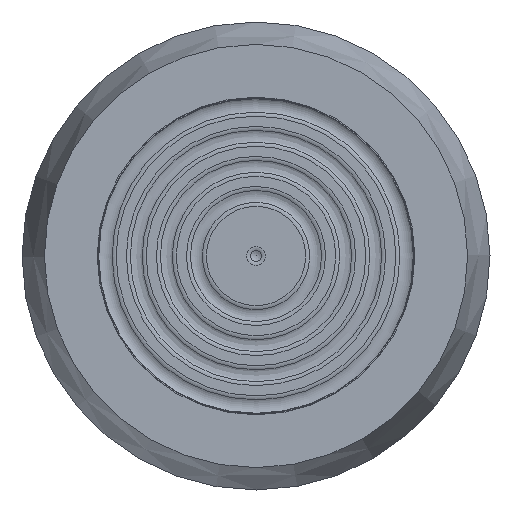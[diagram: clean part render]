
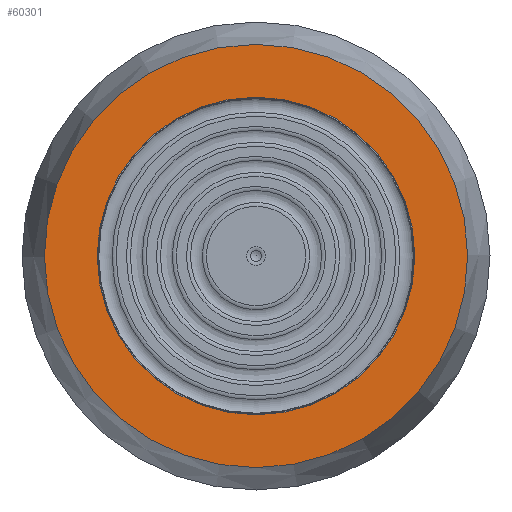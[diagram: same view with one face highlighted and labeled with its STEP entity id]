
A CAD part, left-side view. The second image highlights one B-rep face of the part: STEP entity #60301.
In plain terms, the highlighted planar face has unit normal (-1, 0, 0).
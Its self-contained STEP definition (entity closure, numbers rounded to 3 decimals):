
#4493=FACE_BOUND('',#15638,.T.);
#7702=PLANE('',#68174);
#11594=FACE_OUTER_BOUND('',#15637,.T.);
#15637=EDGE_LOOP('',(#55910));
#15638=EDGE_LOOP('',(#55911));
#16462=CIRCLE('',#68166,19.);
#16467=CIRCLE('',#68175,25.321);
#28715=VERTEX_POINT('',#137743);
#28718=VERTEX_POINT('',#137756);
#37789=EDGE_CURVE('',#28715,#28715,#16462,.T.);
#37795=EDGE_CURVE('',#28718,#28718,#16467,.T.);
#55910=ORIENTED_EDGE('',*,*,#37795,.F.);
#55911=ORIENTED_EDGE('',*,*,#37789,.T.);
#60301=ADVANCED_FACE('',(#11594,#4493),#7702,.T.);
#68166=AXIS2_PLACEMENT_3D('',#137744,#86207,#86208);
#68174=AXIS2_PLACEMENT_3D('',#137755,#86224,#86225);
#68175=AXIS2_PLACEMENT_3D('',#137757,#86226,#86227);
#86207=DIRECTION('center_axis',(1.,0.,0.));
#86208=DIRECTION('ref_axis',(0.,1.,0.));
#86224=DIRECTION('center_axis',(-1.,0.,0.));
#86225=DIRECTION('ref_axis',(0.,0.,1.));
#86226=DIRECTION('center_axis',(1.,0.,0.));
#86227=DIRECTION('ref_axis',(0.,0.,-1.));
#137743=CARTESIAN_POINT('',(-37.,-19.,0.));
#137744=CARTESIAN_POINT('Origin',(-37.,0.,0.));
#137755=CARTESIAN_POINT('Origin',(-37.,25.321,0.));
#137756=CARTESIAN_POINT('',(-37.,-25.321,0.));
#137757=CARTESIAN_POINT('Origin',(-37.,0.,0.));
